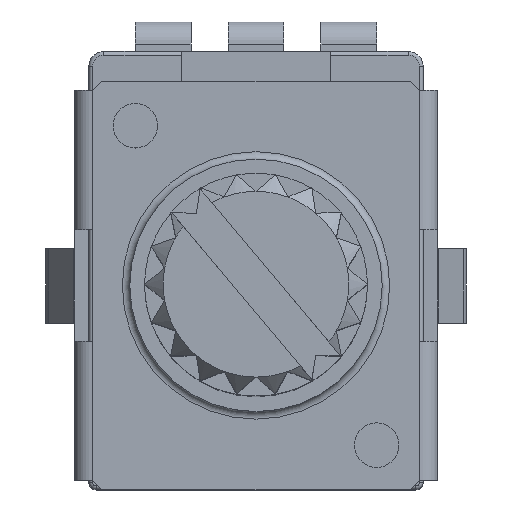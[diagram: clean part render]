
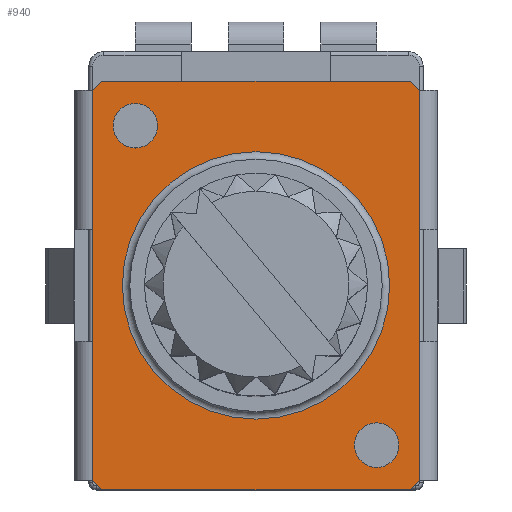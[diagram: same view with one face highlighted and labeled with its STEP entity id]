
A CAD part, top view. The second image highlights one B-rep face of the part: STEP entity #940.
In plain terms, the highlighted planar face has unit normal (0, 0, 1).
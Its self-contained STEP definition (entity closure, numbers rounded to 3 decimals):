
#940=ADVANCED_FACE('',(#4451,#4453,#4455,#4457),#4459,.T.);
#4451=FACE_BOUND('',#4452,.T.);
#4452=EDGE_LOOP('',(#7687,#7688,#7689,#7690,#7691,#7692,#7693,#7694,#7695,#7696,
#7697,#7698));
#4453=FACE_BOUND('',#4454,.T.);
#4454=EDGE_LOOP('',(#7699));
#4455=FACE_BOUND('',#4456,.T.);
#4456=EDGE_LOOP('',(#7700));
#4457=FACE_BOUND('',#4458,.T.);
#4458=EDGE_LOOP('',(#7701));
#4459=PLANE('',#4460);
#4460=AXIS2_PLACEMENT_3D('',#4461,#4462,#4463);
#4461=CARTESIAN_POINT('',(0.,0.,6.8));
#4462=DIRECTION('',(0.,0.,1.));
#4463=DIRECTION('',(1.,0.,0.));
#7687=ORIENTED_EDGE('',*,*,#9348,.T.);
#7688=ORIENTED_EDGE('',*,*,#9349,.T.);
#7689=ORIENTED_EDGE('',*,*,#9350,.T.);
#7690=ORIENTED_EDGE('',*,*,#9351,.T.);
#7691=ORIENTED_EDGE('',*,*,#9352,.T.);
#7692=ORIENTED_EDGE('',*,*,#9353,.T.);
#7693=ORIENTED_EDGE('',*,*,#9354,.T.);
#7694=ORIENTED_EDGE('',*,*,#9355,.T.);
#7695=ORIENTED_EDGE('',*,*,#9356,.T.);
#7696=ORIENTED_EDGE('',*,*,#9357,.T.);
#7697=ORIENTED_EDGE('',*,*,#9358,.T.);
#7698=ORIENTED_EDGE('',*,*,#9359,.T.);
#7699=ORIENTED_EDGE('',*,*,#9360,.T.);
#7700=ORIENTED_EDGE('',*,*,#9361,.T.);
#7701=ORIENTED_EDGE('',*,*,#9362,.F.);
#9348=EDGE_CURVE('',#10445,#10446,#10447,.F.);
#9349=EDGE_CURVE('',#10446,#10448,#10449,.T.);
#9350=EDGE_CURVE('',#10448,#10450,#10451,.T.);
#9351=EDGE_CURVE('',#10450,#10452,#10453,.T.);
#9352=EDGE_CURVE('',#10452,#10454,#10455,.T.);
#9353=EDGE_CURVE('',#10454,#10456,#10457,.T.);
#9354=EDGE_CURVE('',#10456,#10458,#10459,.F.);
#9355=EDGE_CURVE('',#10458,#10460,#10461,.T.);
#9356=EDGE_CURVE('',#10460,#10462,#10463,.T.);
#9357=EDGE_CURVE('',#10462,#10464,#10465,.T.);
#9358=EDGE_CURVE('',#10464,#10466,#10467,.T.);
#9359=EDGE_CURVE('',#10466,#10445,#10468,.T.);
#9360=EDGE_CURVE('',#10469,#10469,#10470,.F.);
#9361=EDGE_CURVE('',#10471,#10471,#10472,.F.);
#9362=EDGE_CURVE('',#10473,#10473,#10474,.T.);
#10445=VERTEX_POINT('',#12489);
#10446=VERTEX_POINT('',#12490);
#10447=LINE('',#12491,#12492);
#10448=VERTEX_POINT('',#12494);
#10449=LINE('',#12495,#12496);
#10450=VERTEX_POINT('',#12498);
#10451=LINE('',#12499,#12500);
#10452=VERTEX_POINT('',#12502);
#10453=LINE('',#12503,#12504);
#10454=VERTEX_POINT('',#12506);
#10455=LINE('',#12507,#12508);
#10456=VERTEX_POINT('',#12510);
#10457=LINE('',#12511,#12512);
#10458=VERTEX_POINT('',#12514);
#10459=LINE('',#12515,#12516);
#10460=VERTEX_POINT('',#12518);
#10461=LINE('',#12519,#12520);
#10462=VERTEX_POINT('',#12522);
#10463=LINE('',#12523,#12524);
#10464=VERTEX_POINT('',#12526);
#10465=LINE('',#12527,#12528);
#10466=VERTEX_POINT('',#12530);
#10467=LINE('',#12531,#12532);
#10468=LINE('',#12534,#12535);
#10469=VERTEX_POINT('',#12537);
#10470=CIRCLE('',#12538,0.6);
#10471=VERTEX_POINT('',#12542);
#10472=CIRCLE('',#12543,0.6);
#10473=VERTEX_POINT('',#12547);
#10474=CIRCLE('',#12548,3.6);
#12489=CARTESIAN_POINT('',(4.4,-1.5,6.8));
#12490=CARTESIAN_POINT('',(4.4,1.5,6.8));
#12491=CARTESIAN_POINT('',(4.4,1.5,6.8));
#12492=VECTOR('',#12493,1.);
#12493=DIRECTION('',(0.,-1.,0.));
#12494=CARTESIAN_POINT('',(4.4,5.25,6.8));
#12495=CARTESIAN_POINT('',(4.4,1.5,6.8));
#12496=VECTOR('',#12497,1.);
#12497=DIRECTION('',(0.,1.,0.));
#12498=CARTESIAN_POINT('',(4.15,5.5,6.8));
#12499=CARTESIAN_POINT('',(4.4,5.25,6.8));
#12500=VECTOR('',#12501,1.);
#12501=DIRECTION('',(-0.707,0.707,0.));
#12502=CARTESIAN_POINT('',(-4.15,5.5,6.8));
#12503=CARTESIAN_POINT('',(4.15,5.5,6.8));
#12504=VECTOR('',#12505,1.);
#12505=DIRECTION('',(-1.,0.,0.));
#12506=CARTESIAN_POINT('',(-4.4,5.25,6.8));
#12507=CARTESIAN_POINT('',(-4.15,5.5,6.8));
#12508=VECTOR('',#12509,1.);
#12509=DIRECTION('',(-0.707,-0.707,0.));
#12510=CARTESIAN_POINT('',(-4.4,1.5,6.8));
#12511=CARTESIAN_POINT('',(-4.4,5.25,6.8));
#12512=VECTOR('',#12513,1.);
#12513=DIRECTION('',(0.,-1.,0.));
#12514=CARTESIAN_POINT('',(-4.4,-1.5,6.8));
#12515=CARTESIAN_POINT('',(-4.4,-1.5,6.8));
#12516=VECTOR('',#12517,1.);
#12517=DIRECTION('',(0.,1.,0.));
#12518=CARTESIAN_POINT('',(-4.4,-5.25,6.8));
#12519=CARTESIAN_POINT('',(-4.4,-1.5,6.8));
#12520=VECTOR('',#12521,1.);
#12521=DIRECTION('',(0.,-1.,0.));
#12522=CARTESIAN_POINT('',(-4.15,-5.5,6.8));
#12523=CARTESIAN_POINT('',(-4.4,-5.25,6.8));
#12524=VECTOR('',#12525,1.);
#12525=DIRECTION('',(0.707,-0.707,0.));
#12526=CARTESIAN_POINT('',(4.15,-5.5,6.8));
#12527=CARTESIAN_POINT('',(-4.15,-5.5,6.8));
#12528=VECTOR('',#12529,1.);
#12529=DIRECTION('',(1.,0.,0.));
#12530=CARTESIAN_POINT('',(4.4,-5.25,6.8));
#12531=CARTESIAN_POINT('',(4.15,-5.5,6.8));
#12532=VECTOR('',#12533,1.);
#12533=DIRECTION('',(0.707,0.707,0.));
#12534=CARTESIAN_POINT('',(4.4,-5.25,6.8));
#12535=VECTOR('',#12536,1.);
#12536=DIRECTION('',(0.,1.,0.));
#12537=CARTESIAN_POINT('',(-2.65,4.3,6.8));
#12538=AXIS2_PLACEMENT_3D('',#12539,#12540,#12541);
#12539=CARTESIAN_POINT('',(-3.25,4.3,6.8));
#12540=DIRECTION('',(0.,0.,1.));
#12541=DIRECTION('',(1.,0.,0.));
#12542=CARTESIAN_POINT('',(3.85,-4.3,6.8));
#12543=AXIS2_PLACEMENT_3D('',#12544,#12545,#12546);
#12544=CARTESIAN_POINT('',(3.25,-4.3,6.8));
#12545=DIRECTION('',(0.,0.,1.));
#12546=DIRECTION('',(1.,0.,0.));
#12547=CARTESIAN_POINT('',(3.6,0.,6.8));
#12548=AXIS2_PLACEMENT_3D('',#12549,#12550,#12551);
#12549=CARTESIAN_POINT('',(0.,0.,6.8));
#12550=DIRECTION('',(0.,0.,1.));
#12551=DIRECTION('',(1.,0.,0.));
